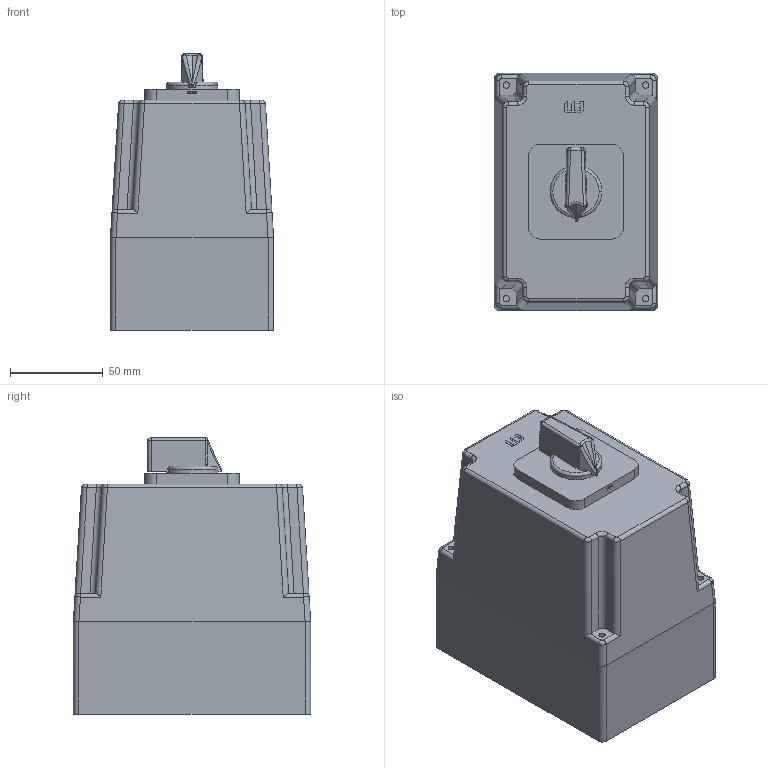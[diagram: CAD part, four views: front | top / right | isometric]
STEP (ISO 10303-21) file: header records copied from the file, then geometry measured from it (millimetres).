
FILE_DESCRIPTION((''),'2;1');
FILE_NAME('PN1BS_16-25_ASM','2021-12-07T',('marketing.praksa'),('Audax d.o.o.'),'CREO PARAMETRIC BY PTC INC, 2017480','CREO PARAMETRIC BY PTC INC, 2017480','');
FILE_SCHEMA(('AUTOMOTIVE_DESIGN { 1 0 10303 214 1 1 1 1 }'));
Length unit declared in the file: millimetre
Products named in the file (7): BS25_90ES-1-SOLID3; BS25_90ES-1-SOLID2; BS25_90ES-1-SOLID4; PN1-_SEMA12-1-SOLID1; BS25_90ES-1-SOLID1; PRT9562; PN1BS_16-25_ASM
Assembly tree (6 placements, depth 2):
  PN1BS_16-25_ASM
    BS25_90ES-1-SOLID3
    BS25_90ES-1-SOLID2
    BS25_90ES-1-SOLID4
    PN1-_SEMA12-1-SOLID1
    BS25_90ES-1-SOLID1
    PRT9562
Bounding box: 88 x 128 x 149 mm (x, y, z)
Volume: 1309179.8 mm3; surface area: 93730.9 mm2
Topology: 8 solids, 8 shells, 568 faces, 1629 edges, 1077 vertices
Faces by surface type: cylinder 269, plane 257, bspline 26, extrusion 9, sphere 4, torus 3
Entity records: 30544 total; most frequent: CARTESIAN_POINT 6036, ORIENTED_EDGE 3244, DIRECTION 3100, PRESENTATION_STYLE_ASSIGNMENT 2207, STYLED_ITEM 2207, CURVE_STYLE 1631, EDGE_CURVE 1622, AXIS2_PLACEMENT_3D 1083
